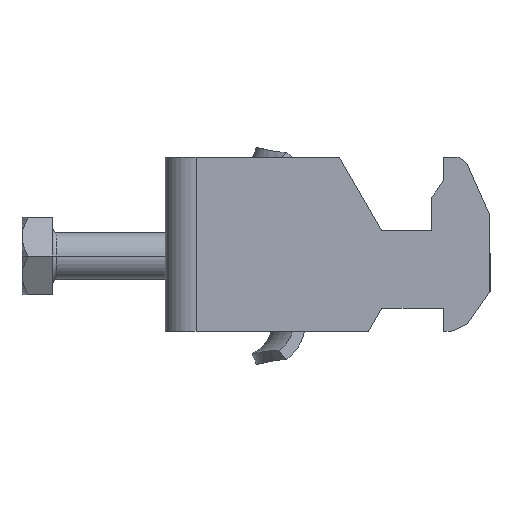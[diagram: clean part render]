
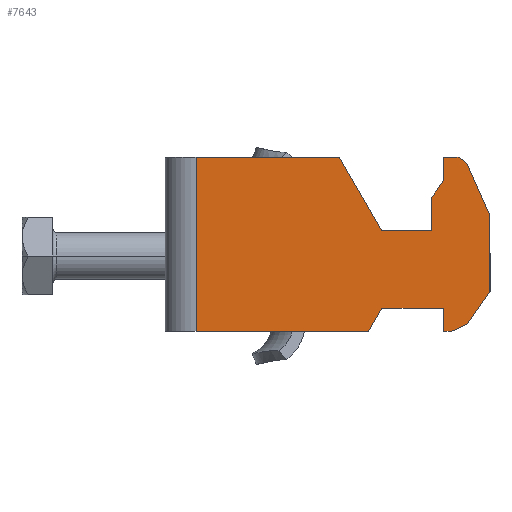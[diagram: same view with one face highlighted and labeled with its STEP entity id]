
A CAD part, left-side view. The second image highlights one B-rep face of the part: STEP entity #7643.
In plain terms, the highlighted planar face has unit normal (-1, 0, 0).
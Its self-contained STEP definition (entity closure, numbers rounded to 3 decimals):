
#59 = EDGE_CURVE ( 'NONE', #9123, #2908, #6435, .T. ) ;
#74 = CARTESIAN_POINT ( 'NONE',  ( -8.5, -22.515, 11.25 ) ) ;
#122 = CARTESIAN_POINT ( 'NONE',  ( -8.5, -34.5, 6.108 ) ) ;
#146 = CARTESIAN_POINT ( 'NONE',  ( -8.5, -36., 11.25 ) ) ;
#149 = EDGE_CURVE ( 'NONE', #5301, #4898, #2114, .T. ) ;
#159 = DIRECTION ( 'NONE',  ( 0., 1., 0. ) ) ;
#232 = CARTESIAN_POINT ( 'NONE',  ( -8.5, -62.647, -9.431 ) ) ;
#236 = ORIENTED_EDGE ( 'NONE', *, *, #4523, .F. ) ;
#345 = CARTESIAN_POINT ( 'NONE',  ( -8.5, -80., -11.25 ) ) ;
#562 = CARTESIAN_POINT ( 'NONE',  ( -8.5, -26.268, -11.25 ) ) ;
#606 = CARTESIAN_POINT ( 'NONE',  ( -8.5, -45.5, -4.111 ) ) ;
#627 = DIRECTION ( 'NONE',  ( 0., 1., 0. ) ) ;
#816 = VERTEX_POINT ( 'NONE', #4771 ) ;
#830 = CARTESIAN_POINT ( 'NONE',  ( -8.5, -37., -11.25 ) ) ;
#835 = ORIENTED_EDGE ( 'NONE', *, *, #149, .F. ) ;
#863 = LINE ( 'NONE', #3166, #6479 ) ;
#1010 = ORIENTED_EDGE ( 'NONE', *, *, #8879, .F. ) ;
#1039 = DIRECTION ( 'NONE',  ( 0., -0.5, -0.866 ) ) ;
#1068 = CARTESIAN_POINT ( 'NONE',  ( -8.5, -36., 11.25 ) ) ;
#1136 = CARTESIAN_POINT ( 'NONE',  ( -8.5, -81.247, 8.45 ) ) ;
#1143 = DIRECTION ( 'NONE',  ( 0., 0.574, -0.819 ) ) ;
#1209 = VECTOR ( 'NONE', #1039, 1000. ) ;
#1258 = PLANE ( 'NONE',  #4823 ) ;
#1291 = ORIENTED_EDGE ( 'NONE', *, *, #8863, .F. ) ;
#1339 = LINE ( 'NONE', #606, #8394 ) ;
#1366 = DIRECTION ( 'NONE',  ( 0., -0.574, 0.819 ) ) ;
#1380 = ORIENTED_EDGE ( 'NONE', *, *, #8988, .T. ) ;
#1400 = CARTESIAN_POINT ( 'NONE',  ( -8.5, -36., -8.25 ) ) ;
#1467 = LINE ( 'NONE', #5298, #6640 ) ;
#1476 = EDGE_CURVE ( 'NONE', #3029, #3622, #6645, .T. ) ;
#1508 = DIRECTION ( 'NONE',  ( 0., -1., 0. ) ) ;
#1671 = CARTESIAN_POINT ( 'NONE',  ( -8.5, -80., 11.25 ) ) ;
#1747 = EDGE_CURVE ( 'NONE', #6478, #8083, #9118, .T. ) ;
#1787 = EDGE_LOOP ( 'NONE', ( #7414, #4087, #835, #5971, #7432, #4957, #1010, #1291, #5342, #1380, #4030, #236, #5717, #8259, #6227, #4817, #6460, #3130 ) ) ;
#1929 = DIRECTION ( 'NONE',  ( 0., -0.407, -0.914 ) ) ;
#2014 = DIRECTION ( 'NONE',  ( 0., 0., 1. ) ) ;
#2057 = VECTOR ( 'NONE', #9507, 1000. ) ;
#2114 = LINE ( 'NONE', #2994, #4879 ) ;
#2221 = DIRECTION ( 'NONE',  ( 1., 0., 0. ) ) ;
#2355 = LINE ( 'NONE', #1671, #5768 ) ;
#2457 = EDGE_CURVE ( 'NONE', #5995, #3553, #8591, .T. ) ;
#2460 = VERTEX_POINT ( 'NONE', #5497 ) ;
#2471 = DIRECTION ( 'NONE',  ( 0., -0.766, -0.643 ) ) ;
#2490 = CARTESIAN_POINT ( 'NONE',  ( -8.5, -39.055, 10.365 ) ) ;
#2583 = DIRECTION ( 'NONE',  ( 0., 0., 1. ) ) ;
#2617 = CARTESIAN_POINT ( 'NONE',  ( -8.5, -39., -10.36 ) ) ;
#2694 = CARTESIAN_POINT ( 'NONE',  ( -8.5, -4., 11.25 ) ) ;
#2760 = FACE_OUTER_BOUND ( 'NONE', #1787, .T. ) ;
#2803 = VECTOR ( 'NONE', #9203, 1000. ) ;
#2859 = DIRECTION ( 'NONE',  ( 0., 1., 0. ) ) ;
#2908 = VERTEX_POINT ( 'NONE', #2617 ) ;
#2994 = CARTESIAN_POINT ( 'NONE',  ( -8.5, -36., 11.25 ) ) ;
#3029 = VERTEX_POINT ( 'NONE', #562 ) ;
#3093 = CARTESIAN_POINT ( 'NONE',  ( -8.5, -42., -6.075 ) ) ;
#3130 = ORIENTED_EDGE ( 'NONE', *, *, #1476, .F. ) ;
#3166 = CARTESIAN_POINT ( 'NONE',  ( -8.5, -80., -8.25 ) ) ;
#3321 = DIRECTION ( 'NONE',  ( 0., 1., 0. ) ) ;
#3336 = DIRECTION ( 'NONE',  ( 0., 0.914, -0.407 ) ) ;
#3363 = CARTESIAN_POINT ( 'NONE',  ( -8.5, -34.5, 1.75 ) ) ;
#3401 = VERTEX_POINT ( 'NONE', #5950 ) ;
#3473 = VECTOR ( 'NONE', #1143, 1000. ) ;
#3536 = EDGE_CURVE ( 'NONE', #4898, #6883, #863, .T. ) ;
#3553 = VERTEX_POINT ( 'NONE', #146 ) ;
#3622 = VERTEX_POINT ( 'NONE', #4038 ) ;
#3773 = LINE ( 'NONE', #7574, #6078 ) ;
#3949 = EDGE_CURVE ( 'NONE', #4178, #2460, #5424, .T. ) ;
#4030 = ORIENTED_EDGE ( 'NONE', *, *, #2457, .F. ) ;
#4038 = CARTESIAN_POINT ( 'NONE',  ( -8.5, -4., -11.25 ) ) ;
#4069 = EDGE_CURVE ( 'NONE', #4804, #9135, #6389, .T. ) ;
#4087 = ORIENTED_EDGE ( 'NONE', *, *, #3536, .F. ) ;
#4178 = VERTEX_POINT ( 'NONE', #74 ) ;
#4329 = CARTESIAN_POINT ( 'NONE',  ( -8.5, -80., -11.25 ) ) ;
#4402 = CARTESIAN_POINT ( 'NONE',  ( -8.5, -34.5, 11.25 ) ) ;
#4523 = EDGE_CURVE ( 'NONE', #9135, #5995, #5244, .T. ) ;
#4530 = VECTOR ( 'NONE', #2471, 1000. ) ;
#4688 = VECTOR ( 'NONE', #9300, 1000. ) ;
#4771 = CARTESIAN_POINT ( 'NONE',  ( -8.5, -42., 3.75 ) ) ;
#4804 = VERTEX_POINT ( 'NONE', #3363 ) ;
#4817 = ORIENTED_EDGE ( 'NONE', *, *, #8024, .T. ) ;
#4823 = AXIS2_PLACEMENT_3D ( 'NONE', #5729, #2221, #2859 ) ;
#4879 = VECTOR ( 'NONE', #7392, 1000. ) ;
#4898 = VERTEX_POINT ( 'NONE', #1400 ) ;
#4957 = ORIENTED_EDGE ( 'NONE', *, *, #59, .F. ) ;
#5244 = LINE ( 'NONE', #8010, #7730 ) ;
#5271 = EDGE_CURVE ( 'NONE', #2908, #7948, #6247, .T. ) ;
#5298 = CARTESIAN_POINT ( 'NONE',  ( -8.5, -80., 1.75 ) ) ;
#5301 = VERTEX_POINT ( 'NONE', #5609 ) ;
#5342 = ORIENTED_EDGE ( 'NONE', *, *, #1747, .F. ) ;
#5357 = CARTESIAN_POINT ( 'NONE',  ( -8.5, -38., 11.25 ) ) ;
#5424 = LINE ( 'NONE', #8463, #1209 ) ;
#5497 = CARTESIAN_POINT ( 'NONE',  ( -8.5, -28., 1.75 ) ) ;
#5509 = DIRECTION ( 'NONE',  ( 0., 1., 0. ) ) ;
#5587 = EDGE_CURVE ( 'NONE', #7948, #5301, #7712, .T. ) ;
#5609 = CARTESIAN_POINT ( 'NONE',  ( -8.5, -36., -11.25 ) ) ;
#5717 = ORIENTED_EDGE ( 'NONE', *, *, #4069, .F. ) ;
#5729 = CARTESIAN_POINT ( 'NONE',  ( -8.5, -80., 11.25 ) ) ;
#5768 = VECTOR ( 'NONE', #5509, 1000. ) ;
#5950 = CARTESIAN_POINT ( 'NONE',  ( -8.5, -4., 11.25 ) ) ;
#5971 = ORIENTED_EDGE ( 'NONE', *, *, #5587, .F. ) ;
#5995 = VERTEX_POINT ( 'NONE', #6626 ) ;
#6078 = VECTOR ( 'NONE', #159, 1000. ) ;
#6173 = VECTOR ( 'NONE', #3336, 1000. ) ;
#6227 = ORIENTED_EDGE ( 'NONE', *, *, #3949, .F. ) ;
#6247 = LINE ( 'NONE', #1136, #6173 ) ;
#6346 = LINE ( 'NONE', #7845, #4688 ) ;
#6389 = LINE ( 'NONE', #4402, #8957 ) ;
#6435 = LINE ( 'NONE', #9298, #3473 ) ;
#6460 = ORIENTED_EDGE ( 'NONE', *, *, #7265, .T. ) ;
#6478 = VERTEX_POINT ( 'NONE', #5357 ) ;
#6479 = VECTOR ( 'NONE', #8334, 1000. ) ;
#6626 = CARTESIAN_POINT ( 'NONE',  ( -8.5, -36., 8.25 ) ) ;
#6640 = VECTOR ( 'NONE', #1508, 1000. ) ;
#6645 = LINE ( 'NONE', #4329, #8382 ) ;
#6706 = CARTESIAN_POINT ( 'NONE',  ( -8.5, -28., -8.25 ) ) ;
#6883 = VERTEX_POINT ( 'NONE', #6706 ) ;
#6903 = EDGE_CURVE ( 'NONE', #2460, #4804, #1467, .T. ) ;
#6948 = VECTOR ( 'NONE', #3321, 1000. ) ;
#7014 = LINE ( 'NONE', #2694, #2803 ) ;
#7222 = CARTESIAN_POINT ( 'NONE',  ( -8.5, -49.444, 28.892 ) ) ;
#7265 = EDGE_CURVE ( 'NONE', #3401, #3622, #7014, .T. ) ;
#7286 = VECTOR ( 'NONE', #2583, 1000. ) ;
#7392 = DIRECTION ( 'NONE',  ( 0., 0., 1. ) ) ;
#7414 = ORIENTED_EDGE ( 'NONE', *, *, #9455, .F. ) ;
#7432 = ORIENTED_EDGE ( 'NONE', *, *, #5271, .F. ) ;
#7574 = CARTESIAN_POINT ( 'NONE',  ( -8.5, -80., 11.25 ) ) ;
#7643 = ADVANCED_FACE ( 'NONE', ( #2760 ), #1258, .F. ) ;
#7712 = LINE ( 'NONE', #345, #6948 ) ;
#7730 = VECTOR ( 'NONE', #1366, 1000. ) ;
#7845 = CARTESIAN_POINT ( 'NONE',  ( -8.5, -42., 11.25 ) ) ;
#7948 = VERTEX_POINT ( 'NONE', #830 ) ;
#8010 = CARTESIAN_POINT ( 'NONE',  ( -8.5, -51.885, 30.936 ) ) ;
#8024 = EDGE_CURVE ( 'NONE', #4178, #3401, #3773, .T. ) ;
#8083 = VERTEX_POINT ( 'NONE', #2490 ) ;
#8259 = ORIENTED_EDGE ( 'NONE', *, *, #6903, .F. ) ;
#8334 = DIRECTION ( 'NONE',  ( 0., 1., 0. ) ) ;
#8382 = VECTOR ( 'NONE', #627, 1000. ) ;
#8394 = VECTOR ( 'NONE', #1929, 1000. ) ;
#8463 = CARTESIAN_POINT ( 'NONE',  ( -8.5, -36.886, -13.642 ) ) ;
#8591 = LINE ( 'NONE', #1068, #7286 ) ;
#8682 = LINE ( 'NONE', #7222, #2057 ) ;
#8863 = EDGE_CURVE ( 'NONE', #8083, #816, #1339, .T. ) ;
#8879 = EDGE_CURVE ( 'NONE', #816, #9123, #6346, .T. ) ;
#8957 = VECTOR ( 'NONE', #2014, 1000. ) ;
#8988 = EDGE_CURVE ( 'NONE', #6478, #3553, #2355, .T. ) ;
#9118 = LINE ( 'NONE', #232, #4530 ) ;
#9123 = VERTEX_POINT ( 'NONE', #3093 ) ;
#9135 = VERTEX_POINT ( 'NONE', #122 ) ;
#9203 = DIRECTION ( 'NONE',  ( 0., 0., -1. ) ) ;
#9298 = CARTESIAN_POINT ( 'NONE',  ( -8.5, -62.642, 23.404 ) ) ;
#9300 = DIRECTION ( 'NONE',  ( 0., 0., -1. ) ) ;
#9455 = EDGE_CURVE ( 'NONE', #6883, #3029, #8682, .T. ) ;
#9507 = DIRECTION ( 'NONE',  ( 0., 0.5, -0.866 ) ) ;
